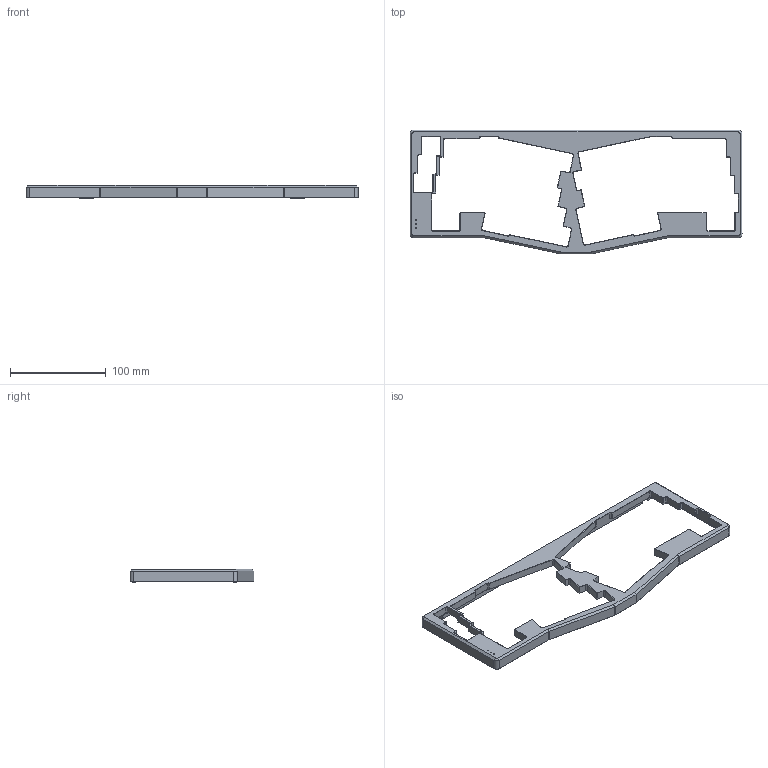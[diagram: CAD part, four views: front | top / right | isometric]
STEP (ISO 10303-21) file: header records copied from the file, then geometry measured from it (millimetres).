
FILE_DESCRIPTION(/* description */ (''),/* implementation_level */ '2;1');
FILE_NAME(/* name */ 'top-case.step',/* time_stamp */ '2021-12-06T14:42:00-07:00',/* author */ (''),/* organization */ (''),/* preprocessor_version */ 'ST-DEVELOPER v18.1',/* originating_system */ 'Autodesk Translation Framework v10.10.0.1391',/* authorisation */ '');
FILE_SCHEMA (('AUTOMOTIVE_DESIGN { 1 0 10303 214 3 1 1 }'));
Length unit declared in the file: millimetre
Products named in the file (1): Top Case (LED hole) (1)
Bounding box: 346.8 x 129.45 x 14.3 mm (x, y, z)
Volume: 120028.2 mm3; surface area: 50481.2 mm2
Topology: 1 solids, 1 shells, 465 faces, 1153 edges, 711 vertices
Faces by surface type: plane 234, cylinder 100, cone 70, bspline 61
Full cylindrical faces by diameter (mm): 1 x3, 2.5 x8, 2.529 x8, 3.5 x3
Entity records: 14936 total; most frequent: CARTESIAN_POINT 4073, ORIENTED_EDGE 2306, DIRECTION 2136, EDGE_CURVE 1153, LINE 760, VECTOR 760, VERTEX_POINT 711, AXIS2_PLACEMENT_3D 688
